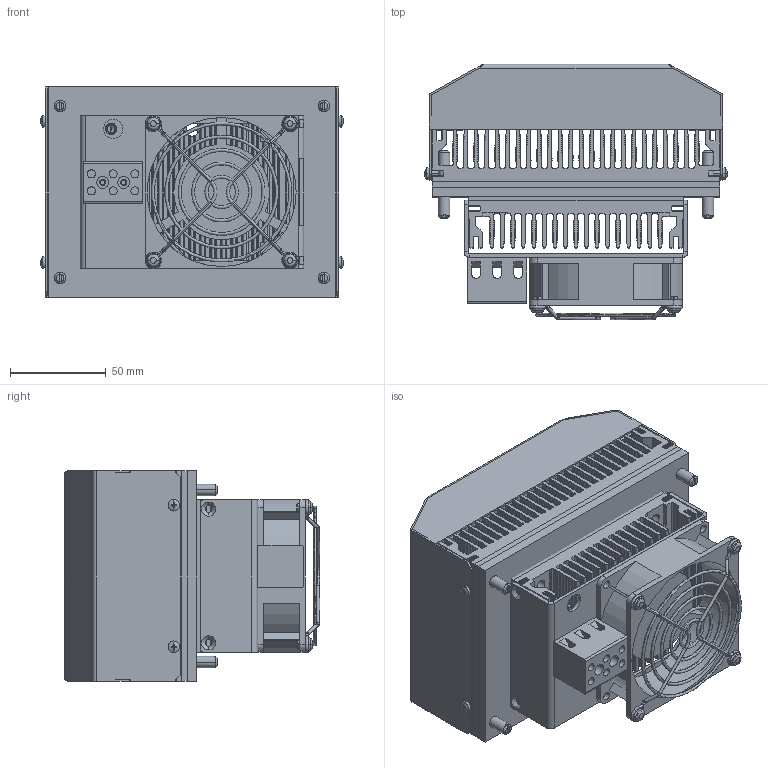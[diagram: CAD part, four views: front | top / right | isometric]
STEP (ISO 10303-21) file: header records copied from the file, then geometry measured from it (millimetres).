
FILE_DESCRIPTION((''),'2;1');
FILE_NAME('TG3035_ASM_1_ASM','2020-12-04T13:30:05',('alexcam'),(''),'CREO PARAMETRIC BY PTC INC, 2018500','CREO PARAMETRIC BY PTC INC, 2018500','');
FILE_SCHEMA(('CONFIG_CONTROL_DESIGN'));
Products named in the file (17): TG3035-AMB-HS_1; TG3035-AMB-DEFL_1; TG3035-AMB-INS1_1; TG3035-AMB-INS2_1; SET_SCREW_M6X35_1; TG3035-AMB_ASM_1_ASM; TG3035-INT-HS_1; TG3035-INT-INS_1; TG3035-INT-DEFL_1; FAN-80X80X20_1; FINGER_GUARD_80X80_AXIAL_FAN_1; PLASTIC_RIVET_M4_X_6_5_ASMBLD_1; PHOENIX_3POLE_CNCTR_1; TG3035-ASM-INT_ASM_1_ASM; TG3035-COVER_1; SCREW_DIN_7985-M3X6-4_8_1; TG3035_ASM_1_ASM
Assembly tree (25 placements, depth 3):
  TG3035_ASM_1_ASM
    TG3035-AMB_ASM_1_ASM
      TG3035-AMB-HS_1
      TG3035-AMB-DEFL_1
      TG3035-AMB-INS1_1
      TG3035-AMB-INS2_1
      SET_SCREW_M6X35_1  x4
    TG3035-ASM-INT_ASM_1_ASM
      TG3035-INT-HS_1
      TG3035-INT-INS_1
      TG3035-INT-DEFL_1
      FAN-80X80X20_1
      FINGER_GUARD_80X80_AXIAL_FAN_1
      PLASTIC_RIVET_M4_X_6_5_ASMBLD_1  x4
      PHOENIX_3POLE_CNCTR_1
    TG3035-COVER_1
    SCREW_DIN_7985-M3X6-4_8_1  x4
Bounding box: 158.23 x 133.55 x 110 mm (x, y, z)
Volume: 622626.5 mm3; surface area: 469890.1 mm2
Topology: 23 solids, 37 shells, 3445 faces, 12544 edges, 9090 vertices
Faces by surface type: cylinder 1645, plane 1526, cone 134, torus 96, bspline 32, sphere 8, extrusion 4
Entity records: 134640 total; most frequent: CARTESIAN_POINT 30057, ORIENTED_EDGE 23136, DIRECTION 22202, EDGE_CURVE 11758, VERTEX_POINT 8589, AXIS2_PLACEMENT_3D 8433, VECTOR 5336, LINE 5332
